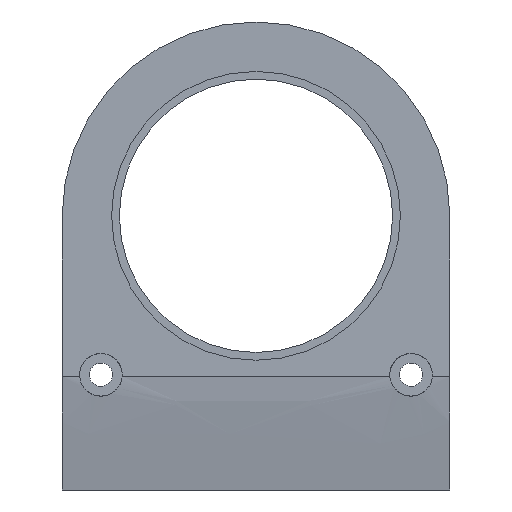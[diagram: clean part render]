
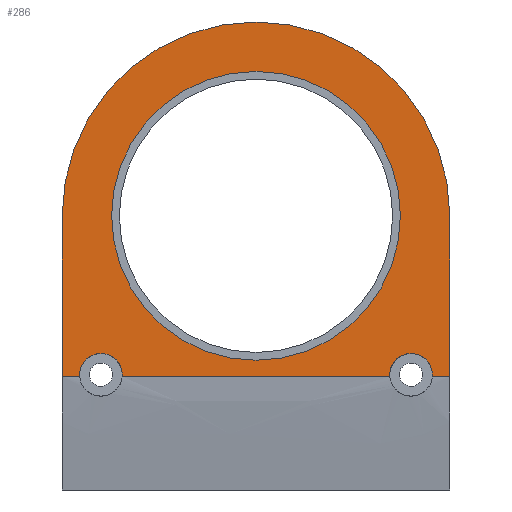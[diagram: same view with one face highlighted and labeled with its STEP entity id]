
A CAD part, left-side view. The second image highlights one B-rep face of the part: STEP entity #286.
In plain terms, the highlighted planar face has unit normal (-1, 0, 0).
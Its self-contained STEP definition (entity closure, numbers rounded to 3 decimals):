
#32=FACE_BOUND('',#77,.T.);
#40=CIRCLE('',#308,2.75);
#42=CIRCLE('',#310,2.75);
#43=CIRCLE('',#312,25.);
#44=CIRCLE('',#313,2.75);
#45=CIRCLE('',#314,2.75);
#46=CIRCLE('',#315,18.625);
#57=FACE_OUTER_BOUND('',#76,.T.);
#76=EDGE_LOOP('',(#225,#226,#227,#228,#229,#230,#231,#232,#233,#234));
#77=EDGE_LOOP('',(#235));
#96=LINE('',#459,#114);
#98=LINE('',#503,#116);
#99=LINE('',#526,#117);
#100=LINE('',#548,#118);
#102=LINE('',#558,#120);
#114=VECTOR('',#355,10.);
#116=VECTOR('',#357,10.);
#117=VECTOR('',#358,10.);
#118=VECTOR('',#359,10.);
#120=VECTOR('',#371,10.);
#139=VERTEX_POINT('',#447);
#140=VERTEX_POINT('',#458);
#141=VERTEX_POINT('',#491);
#142=VERTEX_POINT('',#502);
#143=VERTEX_POINT('',#504);
#144=VERTEX_POINT('',#525);
#145=VERTEX_POINT('',#527);
#146=VERTEX_POINT('',#550);
#148=VERTEX_POINT('',#557);
#149=VERTEX_POINT('',#560);
#150=VERTEX_POINT('',#563);
#167=EDGE_CURVE('',#140,#139,#96,.T.);
#170=EDGE_CURVE('',#141,#142,#98,.T.);
#172=EDGE_CURVE('',#143,#144,#99,.T.);
#174=EDGE_CURVE('',#145,#139,#100,.T.);
#175=EDGE_CURVE('',#146,#142,#40,.T.);
#178=EDGE_CURVE('',#143,#146,#42,.T.);
#179=EDGE_CURVE('',#148,#141,#102,.T.);
#180=EDGE_CURVE('',#148,#140,#43,.T.);
#181=EDGE_CURVE('',#145,#149,#44,.T.);
#182=EDGE_CURVE('',#149,#144,#45,.T.);
#183=EDGE_CURVE('',#150,#150,#46,.T.);
#225=ORIENTED_EDGE('',*,*,#172,.F.);
#226=ORIENTED_EDGE('',*,*,#178,.T.);
#227=ORIENTED_EDGE('',*,*,#175,.T.);
#228=ORIENTED_EDGE('',*,*,#170,.F.);
#229=ORIENTED_EDGE('',*,*,#179,.F.);
#230=ORIENTED_EDGE('',*,*,#180,.T.);
#231=ORIENTED_EDGE('',*,*,#167,.T.);
#232=ORIENTED_EDGE('',*,*,#174,.F.);
#233=ORIENTED_EDGE('',*,*,#181,.T.);
#234=ORIENTED_EDGE('',*,*,#182,.T.);
#235=ORIENTED_EDGE('',*,*,#183,.T.);
#276=PLANE('',#311);
#286=ADVANCED_FACE('',(#57,#32),#276,.T.);
#308=AXIS2_PLACEMENT_3D('',#551,#362,#363);
#310=AXIS2_PLACEMENT_3D('',#555,#367,#368);
#311=AXIS2_PLACEMENT_3D('',#556,#369,#370);
#312=AXIS2_PLACEMENT_3D('',#559,#372,#373);
#313=AXIS2_PLACEMENT_3D('',#561,#374,#375);
#314=AXIS2_PLACEMENT_3D('',#562,#376,#377);
#315=AXIS2_PLACEMENT_3D('',#564,#378,#379);
#355=DIRECTION('',(0.,0.,-1.));
#357=DIRECTION('',(0.,1.,0.));
#358=DIRECTION('',(0.,1.,0.));
#359=DIRECTION('',(0.,1.,0.));
#362=DIRECTION('center_axis',(1.,0.,0.));
#363=DIRECTION('ref_axis',(0.,-1.,0.));
#367=DIRECTION('center_axis',(1.,0.,0.));
#368=DIRECTION('ref_axis',(0.,-1.,0.));
#369=DIRECTION('center_axis',(-1.,0.,0.));
#370=DIRECTION('ref_axis',(0.,-1.,0.));
#371=DIRECTION('',(0.,0.,-1.));
#372=DIRECTION('center_axis',(-1.,0.,0.));
#373=DIRECTION('ref_axis',(0.,-1.,0.));
#374=DIRECTION('center_axis',(1.,0.,0.));
#375=DIRECTION('ref_axis',(0.,-1.,0.));
#376=DIRECTION('center_axis',(1.,0.,0.));
#377=DIRECTION('ref_axis',(0.,-1.,0.));
#378=DIRECTION('center_axis',(1.,0.,0.));
#379=DIRECTION('ref_axis',(0.,-1.,0.));
#447=CARTESIAN_POINT('',(-28.,25.,389.787));
#458=CARTESIAN_POINT('',(-28.,25.,410.5));
#459=CARTESIAN_POINT('',(-28.,25.,370.739));
#491=CARTESIAN_POINT('',(-28.,-25.,389.787));
#502=CARTESIAN_POINT('',(-28.,-22.742,389.787));
#503=CARTESIAN_POINT('',(-28.,-25.,389.787));
#504=CARTESIAN_POINT('',(-28.,-17.258,389.787));
#525=CARTESIAN_POINT('',(-28.,17.258,389.787));
#526=CARTESIAN_POINT('',(-28.,-25.,389.787));
#527=CARTESIAN_POINT('',(-28.,22.742,389.787));
#548=CARTESIAN_POINT('',(-28.,-25.,389.787));
#550=CARTESIAN_POINT('',(-28.,-17.25,390.));
#551=CARTESIAN_POINT('Origin',(-28.,-20.,390.));
#555=CARTESIAN_POINT('Origin',(-28.,-20.,390.));
#556=CARTESIAN_POINT('Origin',(-28.,0.,
403.12));
#557=CARTESIAN_POINT('',(-28.,-25.,410.5));
#558=CARTESIAN_POINT('',(-28.,-25.,370.739));
#559=CARTESIAN_POINT('Origin',(-28.,0.,410.5));
#560=CARTESIAN_POINT('',(-28.,22.75,390.));
#561=CARTESIAN_POINT('Origin',(-28.,20.,390.));
#562=CARTESIAN_POINT('Origin',(-28.,20.,390.));
#563=CARTESIAN_POINT('',(-28.,18.625,410.5));
#564=CARTESIAN_POINT('Origin',(-28.,0.,410.5));
